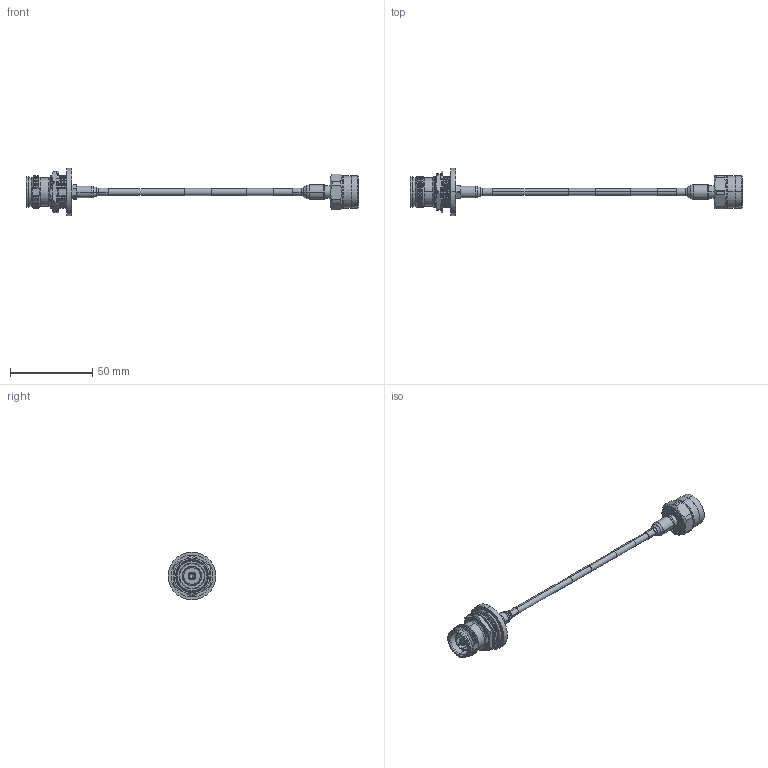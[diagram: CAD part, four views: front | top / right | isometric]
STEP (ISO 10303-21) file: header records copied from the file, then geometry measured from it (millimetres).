
FILE_DESCRIPTION (( 'STEP AP214' ), '1' );
FILE_NAME ('FMCA2440_3D.step', '2025-03-25T19:14:00', ( '' ), ( '' ), 'SwSTEP 2.0', 'SolidWorks 2022', '' );
FILE_SCHEMA (( 'AUTOMOTIVE_DESIGN' ));
Length unit declared in the file: inch
Products named in the file (6): FMCA2440_3D; TC-402-4310F-BH-LP-PE; TFT-402-MA1_1.5; TFT-402-MA1; TFT-402_LABEL+PE PIM; TC-402-NM-LP-FM
Assembly tree (5 placements, depth 2):
  FMCA2440_3D
    TFT-402_LABEL+PE PIM
    TFT-402-MA1
    TFT-402-MA1_1.5
    TC-402-4310F-BH-LP-PE
    TC-402-NM-LP-FM
Bounding box: 202.43 x 29 x 29 mm (x, y, z)
Volume: 14135.1 mm3; surface area: 14143.6 mm2
Topology: 7 solids, 7 shells, 545 faces, 1412 edges, 894 vertices
Faces by surface type: bspline 152, cylinder 150, plane 131, cone 96, torus 16
Entity records: 66385 total; most frequent: CARTESIAN_POINT 54195, ORIENTED_EDGE 2816, DIRECTION 2104, EDGE_CURVE 1408, VERTEX_POINT 894, AXIS2_PLACEMENT_3D 859, EDGE_LOOP 586, FACE_OUTER_BOUND 545
